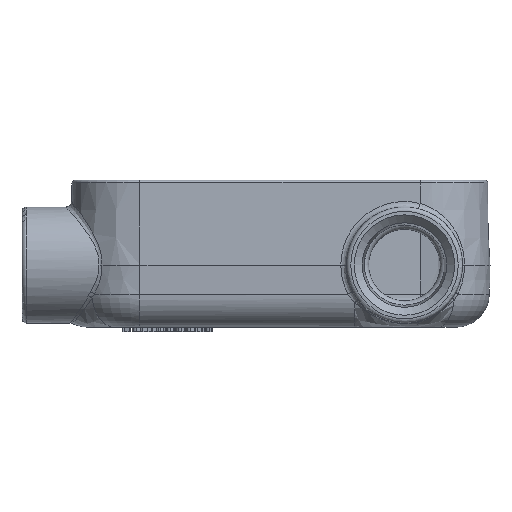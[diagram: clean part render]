
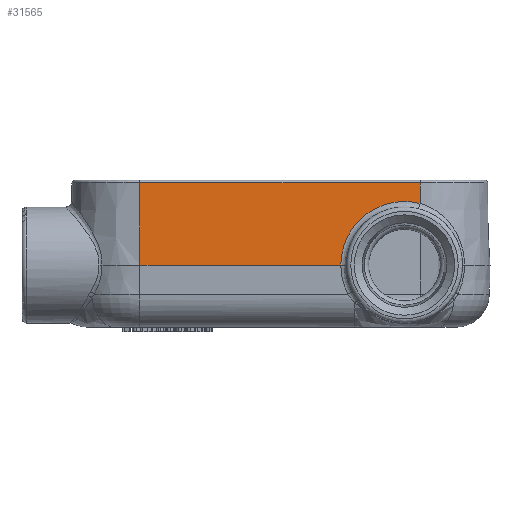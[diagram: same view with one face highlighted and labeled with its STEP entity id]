
A CAD part, front view. The second image highlights one B-rep face of the part: STEP entity #31565.
In plain terms, the highlighted planar face has unit normal (0, -1, 0.026).
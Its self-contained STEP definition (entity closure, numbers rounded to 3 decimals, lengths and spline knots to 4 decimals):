
#2605=ELLIPSE('',#33389,0.7034,0.7031);
#5978=FACE_OUTER_BOUND('',#7749,.T.);
#7749=EDGE_LOOP('',(#24104,#24105,#24106,#24107,#24108));
#10116=LINE('',#48472,#12714);
#10118=LINE('',#48732,#12716);
#10120=LINE('',#48740,#12718);
#10121=LINE('',#48741,#12719);
#12714=VECTOR('',#36621,2.2188);
#12716=VECTOR('',#36631,0.9074);
#12718=VECTOR('',#36639,0.227);
#12719=VECTOR('',#36640,3.0938);
#15867=VERTEX_POINT('',#48469);
#15868=VERTEX_POINT('',#48471);
#15871=VERTEX_POINT('',#48731);
#15873=VERTEX_POINT('',#48737);
#15874=VERTEX_POINT('',#48739);
#19011=EDGE_CURVE('',#15867,#15868,#10116,.F.);
#19017=EDGE_CURVE('',#15871,#15868,#10118,.F.);
#19020=EDGE_CURVE('',#15867,#15873,#2605,.T.);
#19021=EDGE_CURVE('',#15874,#15873,#10120,.F.);
#19022=EDGE_CURVE('',#15874,#15871,#10121,.F.);
#24104=ORIENTED_EDGE('',*,*,#19011,.F.);
#24105=ORIENTED_EDGE('',*,*,#19020,.T.);
#24106=ORIENTED_EDGE('',*,*,#19021,.F.);
#24107=ORIENTED_EDGE('',*,*,#19022,.T.);
#24108=ORIENTED_EDGE('',*,*,#19017,.T.);
#30672=PLANE('',#33388);
#31565=ADVANCED_FACE('',(#5978),#30672,.F.);
#33388=AXIS2_PLACEMENT_3D('',#48736,#36635,#36636);
#33389=AXIS2_PLACEMENT_3D('',#48738,#36637,#36638);
#36621=DIRECTION('',(1.,0.,0.));
#36631=DIRECTION('',(0.,0.026,1.));
#36635=DIRECTION('center_axis',(0.,1.,-0.026));
#36636=DIRECTION('ref_axis',(0.,0.026,1.));
#36637=DIRECTION('center_axis',(0.,1.,-0.026));
#36638=DIRECTION('ref_axis',(0.,0.026,1.));
#36639=DIRECTION('',(0.,0.026,1.));
#36640=DIRECTION('',(1.,0.,0.));
#48469=CARTESIAN_POINT('',(0.6719,-0.7745,0.6875));
#48471=CARTESIAN_POINT('',(-1.5469,-0.7745,0.6875));
#48472=CARTESIAN_POINT('',(-1.5469,-0.7745,0.6875));
#48731=CARTESIAN_POINT('',(-1.5469,-0.7508,1.5946));
#48732=CARTESIAN_POINT('',(-1.5469,-0.7745,0.6875));
#48736=CARTESIAN_POINT('Origin',(0.,-0.75,1.625));
#48737=CARTESIAN_POINT('',(1.5469,-0.7567,1.3677));
#48738=CARTESIAN_POINT('Origin',(1.375,-0.7746,0.6859));
#48739=CARTESIAN_POINT('',(1.5469,-0.7508,1.5946));
#48740=CARTESIAN_POINT('',(1.5469,-0.7567,1.3677));
#48741=CARTESIAN_POINT('',(-1.5469,-0.7508,1.5946));
